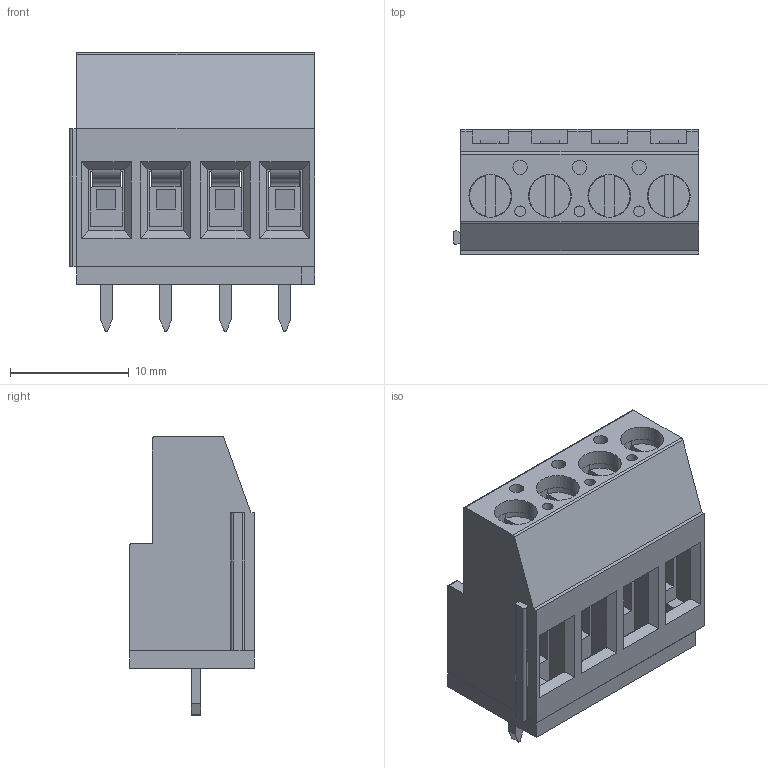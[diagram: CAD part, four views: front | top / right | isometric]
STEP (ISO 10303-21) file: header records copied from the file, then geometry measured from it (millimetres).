
FILE_DESCRIPTION(('STEP AP214'), '1');
FILE_NAME('DG129', '2019-12-15T01:19:24', ('AF'), (''), 'UNSPECIFIED', 'UNSPECIFIED', '');
FILE_SCHEMA(('AUTOMOTIVE_DESIGN { 1 0 10303 214 3 1 1}'));
Length unit declared in the file: millimetre
Assembly tree (12 placements, depth 2):
  (unnamed)
    (unnamed)  x4
    (unnamed)  x4
    (unnamed)  x4
Bounding box: 20.6 x 10.5 x 23.45 mm (x, y, z)
Volume: 2389.7 mm3; surface area: 5686.7 mm2
Topology: 14 solids, 14 shells, 603 faces, 1481 edges, 930 vertices
Faces by surface type: plane 488, cylinder 103, cone 8, torus 4
Full cylindrical faces by diameter (mm): 0.8 x6, 0.9 x3, 1.2 x9, 2.2 x4, 2.5 x4, 3 x4, 3.6 x4
Entity records: 13961 total; most frequent: CARTESIAN_POINT 1883, ORIENTED_EDGE 1782, DIRECTION 1759, EDGE_CURVE 891, LINE 763, VECTOR 763, VERTEX_POINT 590, AXIS2_PLACEMENT_3D 498
